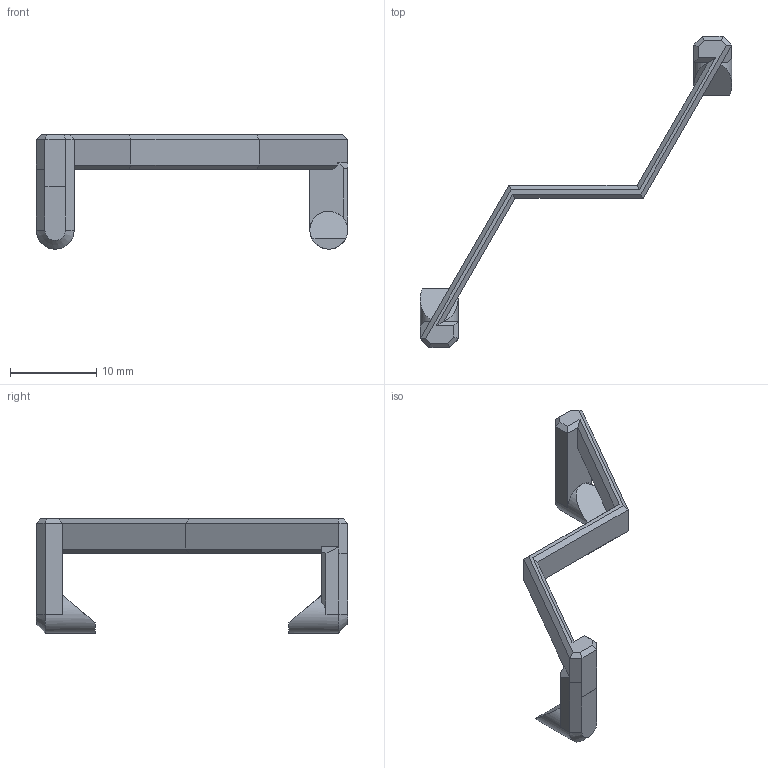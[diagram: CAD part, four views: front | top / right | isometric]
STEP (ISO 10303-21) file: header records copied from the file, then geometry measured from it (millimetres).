
FILE_DESCRIPTION(/* description */ ('','CAx-IF Rec.Pracs.---Representation and Presentation of Product Manufacturing Information (PMI)---3.8---2014-02-18'),/* implementation_level */ '2;1');
FILE_NAME(/* name */ '5015_2_Mod_3_EVA_Fan_Connector.stp',/* time_stamp */ '2021-05-06T19:27:25+02:00',/* author */ ('Thomas'),/* organization */ (''),/* preprocessor_version */ 'ST-DEVELOPER v16.5',/* originating_system */ 'Autodesk Inventor 2017',/* authorisation */ '');
FILE_SCHEMA (('AP242_MANAGED_MODEL_BASED_3D_ENGINEERING_MIM_LF { 1 0 10303 442 1 1 4 }'));
Length unit declared in the file: millimetre
Products named in the file (1): 5015_2_Mod_3_Hinterteil_V2.0
Bounding box: 36.15 x 36.1 x 13.27 mm (x, y, z)
Volume: 627.7 mm3; surface area: 913.9 mm2
Topology: 1 solids, 1 shells, 59 faces, 140 edges, 83 vertices
Faces by surface type: plane 55, cylinder 2, cone 2
Full cylindrical faces by diameter (mm): 4.4 x2
Entity records: 1666 total; most frequent: CARTESIAN_POINT 283, ORIENTED_EDGE 280, DIRECTION 276, EDGE_CURVE 140, LINE 124, VECTOR 124, VERTEX_POINT 83, AXIS2_PLACEMENT_3D 76
